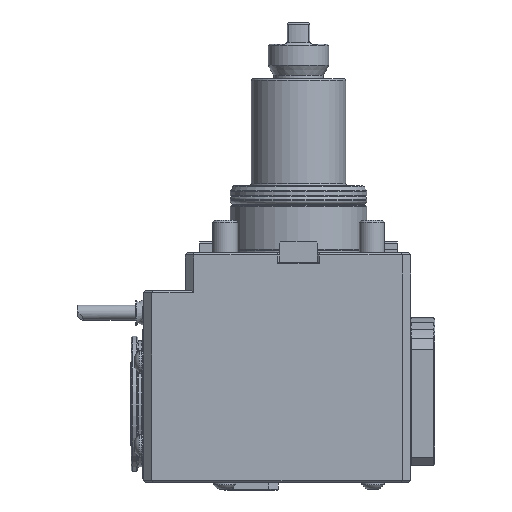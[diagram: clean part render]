
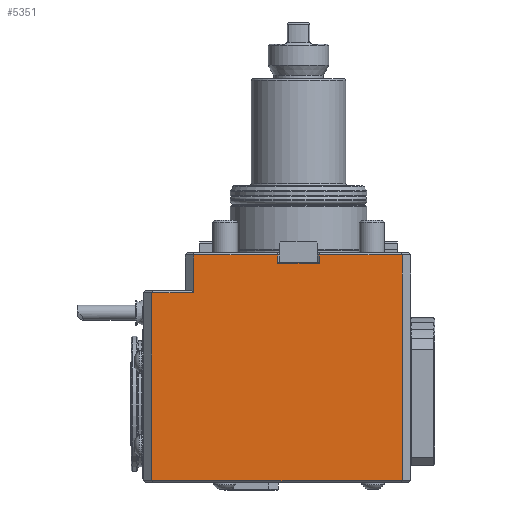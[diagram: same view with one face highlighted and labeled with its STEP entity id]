
A CAD part, front view. The second image highlights one B-rep face of the part: STEP entity #5351.
In plain terms, the highlighted planar face has unit normal (0, -1, 0).
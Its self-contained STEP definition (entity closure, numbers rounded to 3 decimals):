
#199=LINE('',#8839,#677);
#200=LINE('',#8841,#678);
#203=LINE('',#8847,#681);
#207=LINE('',#8855,#685);
#216=LINE('',#8882,#694);
#229=LINE('',#8911,#707);
#230=LINE('',#8914,#708);
#231=LINE('',#8916,#709);
#232=LINE('',#8917,#710);
#233=LINE('',#8919,#711);
#677=VECTOR('',#6865,1000.);
#678=VECTOR('',#6868,1000.);
#681=VECTOR('',#6873,1000.);
#685=VECTOR('',#6881,1000.);
#694=VECTOR('',#6908,1000.);
#707=VECTOR('',#6931,1000.);
#708=VECTOR('',#6932,1000.);
#709=VECTOR('',#6933,1000.);
#710=VECTOR('',#6934,1000.);
#711=VECTOR('',#6935,1000.);
#1988=ORIENTED_EDGE('',*,*,#3089,.T.);
#1989=ORIENTED_EDGE('',*,*,#3090,.T.);
#1990=ORIENTED_EDGE('',*,*,#3091,.T.);
#1991=ORIENTED_EDGE('',*,*,#3075,.T.);
#1992=ORIENTED_EDGE('',*,*,#3059,.T.);
#1993=ORIENTED_EDGE('',*,*,#3056,.T.);
#1994=ORIENTED_EDGE('',*,*,#3055,.T.);
#1995=ORIENTED_EDGE('',*,*,#3063,.T.);
#1996=ORIENTED_EDGE('',*,*,#3092,.T.);
#1997=ORIENTED_EDGE('',*,*,#3093,.F.);
#3055=EDGE_CURVE('',#3659,#3669,#199,.T.);
#3056=EDGE_CURVE('',#3662,#3659,#200,.T.);
#3059=EDGE_CURVE('',#3689,#3662,#203,.T.);
#3063=EDGE_CURVE('',#3669,#3692,#207,.T.);
#3075=EDGE_CURVE('',#3701,#3689,#216,.T.);
#3089=EDGE_CURVE('',#3712,#3713,#229,.T.);
#3090=EDGE_CURVE('',#3713,#3714,#230,.T.);
#3091=EDGE_CURVE('',#3714,#3701,#231,.T.);
#3092=EDGE_CURVE('',#3692,#3715,#232,.T.);
#3093=EDGE_CURVE('',#3712,#3715,#233,.T.);
#3659=VERTEX_POINT('',#8724);
#3662=VERTEX_POINT('',#8734);
#3669=VERTEX_POINT('',#8754);
#3689=VERTEX_POINT('',#8845);
#3692=VERTEX_POINT('',#8856);
#3701=VERTEX_POINT('',#8883);
#3712=VERTEX_POINT('',#8912);
#3713=VERTEX_POINT('',#8913);
#3714=VERTEX_POINT('',#8915);
#3715=VERTEX_POINT('',#8918);
#4364=EDGE_LOOP('',(#1988,#1989,#1990,#1991,#1992,#1993,#1994,#1995,#1996,
#1997));
#4797=FACE_BOUND('',#4364,.T.);
#5033=PLANE('',#5853);
#5351=ADVANCED_FACE('',(#4797),#5033,.F.);
#5853=AXIS2_PLACEMENT_3D('',#8910,#6929,#6930);
#6865=DIRECTION('',(1.,0.,0.));
#6868=DIRECTION('',(0.,0.,-1.));
#6873=DIRECTION('',(-1.,0.,0.));
#6881=DIRECTION('',(0.,0.,1.));
#6908=DIRECTION('',(0.,0.,-1.));
#6929=DIRECTION('',(0.,1.,0.));
#6930=DIRECTION('',(-1.,0.,0.));
#6931=DIRECTION('',(-1.,0.,0.));
#6932=DIRECTION('',(0.,0.,1.));
#6933=DIRECTION('',(-1.,0.,0.));
#6934=DIRECTION('',(-1.,0.,0.));
#6935=DIRECTION('',(0.,0.,1.));
#8724=CARTESIAN_POINT('',(-70.,-48.5,-108.5));
#8734=CARTESIAN_POINT('',(-70.,-48.5,-19.));
#8754=CARTESIAN_POINT('',(49.5,-48.5,-108.5));
#8839=CARTESIAN_POINT('',(0.,-48.5,-108.5));
#8841=CARTESIAN_POINT('',(-70.,-48.5,0.));
#8845=CARTESIAN_POINT('',(-50.,-48.5,-19.));
#8847=CARTESIAN_POINT('',(0.,-48.5,-19.));
#8855=CARTESIAN_POINT('',(49.5,-48.5,0.));
#8856=CARTESIAN_POINT('',(49.5,-48.5,-1.));
#8882=CARTESIAN_POINT('',(-50.,-48.5,0.));
#8883=CARTESIAN_POINT('',(-50.,-48.5,-1.));
#8910=CARTESIAN_POINT('',(0.,-48.5,0.));
#8911=CARTESIAN_POINT('',(-9.983,-48.5,-5.));
#8912=CARTESIAN_POINT('',(9.983,-48.5,-5.));
#8913=CARTESIAN_POINT('',(-9.983,-48.5,-5.));
#8914=CARTESIAN_POINT('',(-9.983,-48.5,-4.5));
#8915=CARTESIAN_POINT('',(-9.983,-48.5,-1.));
#8916=CARTESIAN_POINT('',(0.,-48.5,-1.));
#8917=CARTESIAN_POINT('',(0.,-48.5,-1.));
#8918=CARTESIAN_POINT('',(9.983,-48.5,-1.));
#8919=CARTESIAN_POINT('',(9.983,-48.5,-4.5));
